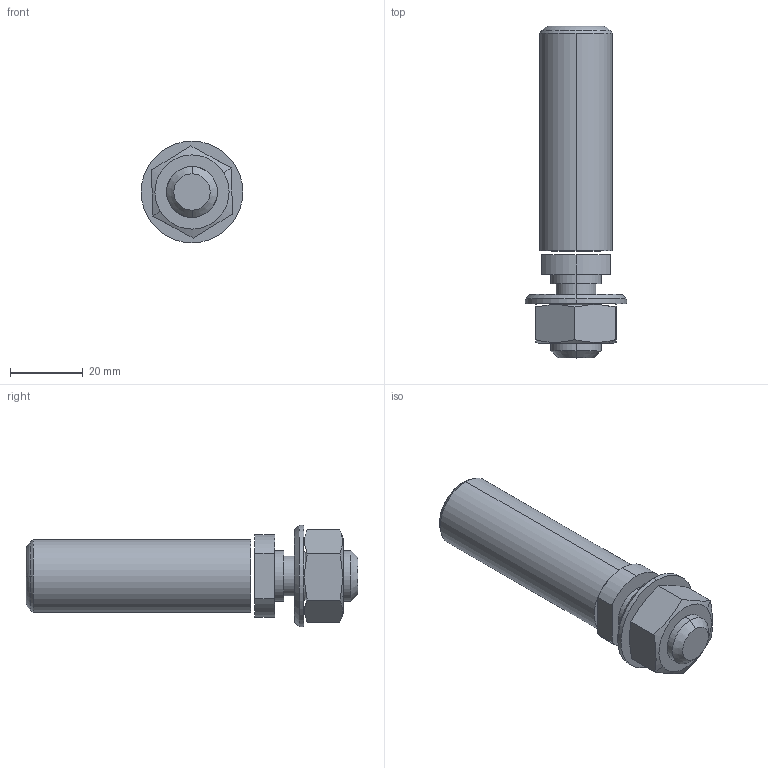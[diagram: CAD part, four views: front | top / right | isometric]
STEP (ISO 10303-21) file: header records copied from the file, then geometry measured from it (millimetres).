
FILE_DESCRIPTION (( 'STEP AP203' ), '1' );
FILE_NAME ('230707 STEP 3-400231-00_5966.STEP', '2023-07-07T04:33:44', ( '' ), ( '' ), 'SwSTEP 2.0', 'SolidWorks 2022', '' );
FILE_SCHEMA (( 'CONFIG_CONTROL_DESIGN' ));
Length unit declared in the file: millimetre
Products named in the file (1): 230707 STEP 3-400231-00_5966
Bounding box: 28 x 91.5 x 28 mm (x, y, z)
Surface area: 8747.8 mm2 (no closed solid volume)
Topology: 0 solids, 7 shells, 48 faces, 111 edges, 74 vertices
Faces by surface type: plane 19, cylinder 15, cone 12, torus 2
Entity records: 1442 total; most frequent: CARTESIAN_POINT 258, DIRECTION 257, ORIENTED_EDGE 198, EDGE_CURVE 111, AXIS2_PLACEMENT_3D 109, VERTEX_POINT 74, CIRCLE 60, EDGE_LOOP 57
